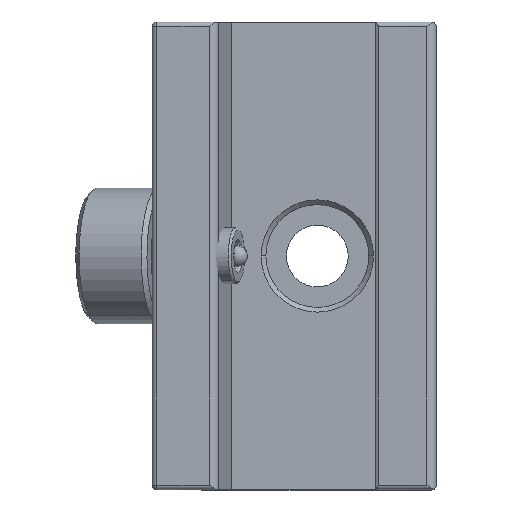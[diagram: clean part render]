
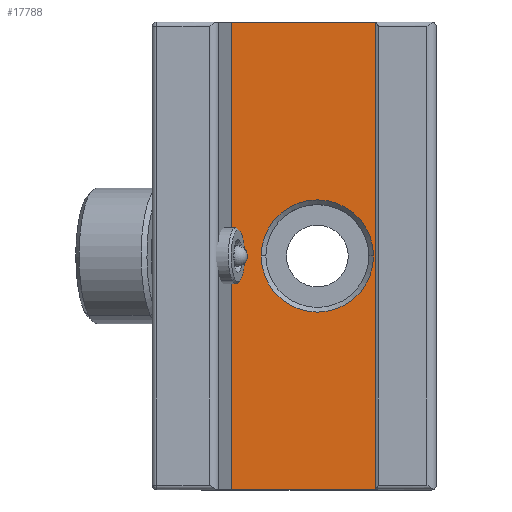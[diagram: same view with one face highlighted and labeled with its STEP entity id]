
A CAD part, top view. The second image highlights one B-rep face of the part: STEP entity #17788.
In plain terms, the highlighted planar face has unit normal (0, 0, 1).
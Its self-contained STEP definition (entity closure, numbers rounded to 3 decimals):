
#101 = VERTEX_POINT ( 'NONE', #21147 ) ;
#202 = DIRECTION ( 'NONE',  ( -1., 0., 0. ) ) ;
#1381 = DIRECTION ( 'NONE',  ( 1., 0., 0. ) ) ;
#2929 = DIRECTION ( 'NONE',  ( 0., -1., 0. ) ) ;
#2953 = ORIENTED_EDGE ( 'NONE', *, *, #19492, .F. ) ;
#3566 = FACE_BOUND ( 'NONE', #26106, .T. ) ;
#4005 = CIRCLE ( 'NONE', #11677, 6. ) ;
#4104 = CARTESIAN_POINT ( 'NONE',  ( 14.614, 27.445, 2.6 ) ) ;
#4526 = VECTOR ( 'NONE', #1381, 1000. ) ;
#4997 = CARTESIAN_POINT ( 'NONE',  ( 14.614, 27.445, 2.6 ) ) ;
#5269 = EDGE_LOOP ( 'NONE', ( #6472, #2953, #26547, #5281 ) ) ;
#5281 = ORIENTED_EDGE ( 'NONE', *, *, #6849, .T. ) ;
#5533 = PLANE ( 'NONE',  #24139 ) ;
#5577 = CARTESIAN_POINT ( 'NONE',  ( 17.814, 2.445, 2.6 ) ) ;
#5902 = LINE ( 'NONE', #29307, #4526 ) ;
#5979 = DIRECTION ( 'NONE',  ( -1., 0., 0. ) ) ;
#6454 = LINE ( 'NONE', #21233, #27135 ) ;
#6472 = ORIENTED_EDGE ( 'NONE', *, *, #16346, .T. ) ;
#6635 = EDGE_CURVE ( 'NONE', #12547, #14364, #26777, .T. ) ;
#6791 = CIRCLE ( 'NONE', #29439, 6. ) ;
#6849 = EDGE_CURVE ( 'NONE', #12547, #101, #27804, .T. ) ;
#7602 = VERTEX_POINT ( 'NONE', #23057 ) ;
#8455 = VECTOR ( 'NONE', #18302, 1000. ) ;
#8787 = CARTESIAN_POINT ( 'NONE',  ( 14.614, 27.445, 2.6 ) ) ;
#9129 = ORIENTED_EDGE ( 'NONE', *, *, #17925, .T. ) ;
#9434 = VERTEX_POINT ( 'NONE', #5577 ) ;
#10057 = FACE_OUTER_BOUND ( 'NONE', #5269, .T. ) ;
#10919 = DIRECTION ( 'NONE',  ( 1., 0., 0. ) ) ;
#11677 = AXIS2_PLACEMENT_3D ( 'NONE', #13071, #20320, #5979 ) ;
#12547 = VERTEX_POINT ( 'NONE', #8787 ) ;
#13071 = CARTESIAN_POINT ( 'NONE',  ( 23.814, 2.445, 2.6 ) ) ;
#14324 = CARTESIAN_POINT ( 'NONE',  ( 33.784, -22.555, 2.6 ) ) ;
#14364 = VERTEX_POINT ( 'NONE', #17121 ) ;
#14763 = CARTESIAN_POINT ( 'NONE',  ( 14.614, 27.445, 2.6 ) ) ;
#15710 = VECTOR ( 'NONE', #10919, 1000. ) ;
#16346 = EDGE_CURVE ( 'NONE', #101, #26475, #5902, .T. ) ;
#17121 = CARTESIAN_POINT ( 'NONE',  ( 33.784, 27.445, 2.6 ) ) ;
#17788 = ADVANCED_FACE ( 'NONE', ( #3566, #10057 ), #5533, .F. ) ;
#17925 = EDGE_CURVE ( 'NONE', #9434, #7602, #6791, .T. ) ;
#18302 = DIRECTION ( 'NONE',  ( 0., -1., 0. ) ) ;
#19492 = EDGE_CURVE ( 'NONE', #14364, #26475, #6454, .T. ) ;
#20320 = DIRECTION ( 'NONE',  ( 0., 0., -1. ) ) ;
#20894 = CARTESIAN_POINT ( 'NONE',  ( 23.814, 2.445, 2.6 ) ) ;
#21147 = CARTESIAN_POINT ( 'NONE',  ( 14.614, -22.555, 2.6 ) ) ;
#21233 = CARTESIAN_POINT ( 'NONE',  ( 33.784, 27.445, 2.6 ) ) ;
#21854 = DIRECTION ( 'NONE',  ( 0., 0., -1. ) ) ;
#23057 = CARTESIAN_POINT ( 'NONE',  ( 29.814, 2.445, 2.6 ) ) ;
#23962 = DIRECTION ( 'NONE',  ( -1., 0., 0. ) ) ;
#24139 = AXIS2_PLACEMENT_3D ( 'NONE', #14763, #21854, #23962 ) ;
#24952 = DIRECTION ( 'NONE',  ( 0., 0., -1. ) ) ;
#26106 = EDGE_LOOP ( 'NONE', ( #26253, #9129 ) ) ;
#26164 = EDGE_CURVE ( 'NONE', #7602, #9434, #4005, .T. ) ;
#26253 = ORIENTED_EDGE ( 'NONE', *, *, #26164, .T. ) ;
#26475 = VERTEX_POINT ( 'NONE', #14324 ) ;
#26547 = ORIENTED_EDGE ( 'NONE', *, *, #6635, .F. ) ;
#26777 = LINE ( 'NONE', #4104, #15710 ) ;
#27135 = VECTOR ( 'NONE', #2929, 1000. ) ;
#27804 = LINE ( 'NONE', #4997, #8455 ) ;
#29307 = CARTESIAN_POINT ( 'NONE',  ( 14.614, -22.555, 2.6 ) ) ;
#29439 = AXIS2_PLACEMENT_3D ( 'NONE', #20894, #24952, #202 ) ;
